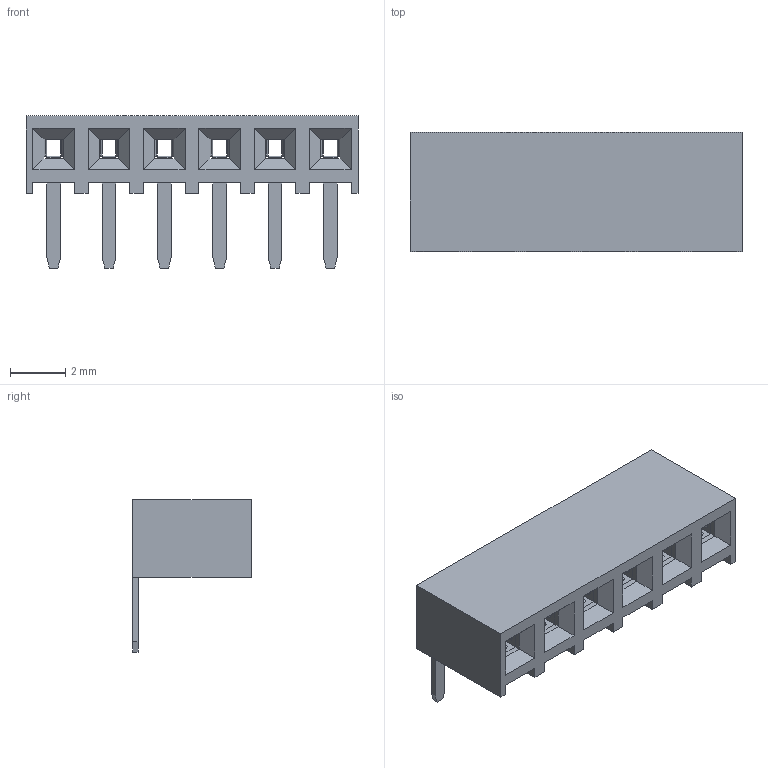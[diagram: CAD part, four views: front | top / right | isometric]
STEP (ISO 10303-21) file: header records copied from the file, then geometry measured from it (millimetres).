
FILE_DESCRIPTION(('STEP AP214'), '1');
FILE_NAME('PBS2-R', '', ('UNSPECIFIED'), ('UNSPECIFIED'), 'ASCON STEP Converter 1.6', 'ASCON Math Kernel', '');
FILE_SCHEMA(('AUTOMOTIVE_DESIGN { 1 0 10303 214 3 1 1}'));
Length unit declared in the file: millimetre
Bounding box: 12 x 4.3 x 5.5 mm (x, y, z)
Volume: 88.9 mm3; surface area: 516 mm2
Topology: 7 solids, 7 shells, 438 faces, 1200 edges, 776 vertices
Faces by surface type: plane 354, cylinder 84
Entity records: 17260 total; most frequent: CARTESIAN_POINT 2415, ORIENTED_EDGE 2400, DIRECTION 2246, EDGE_CURVE 1200, LINE 1032, VECTOR 1032, VERTEX_POINT 776, AXIS2_PLACEMENT_3D 607
